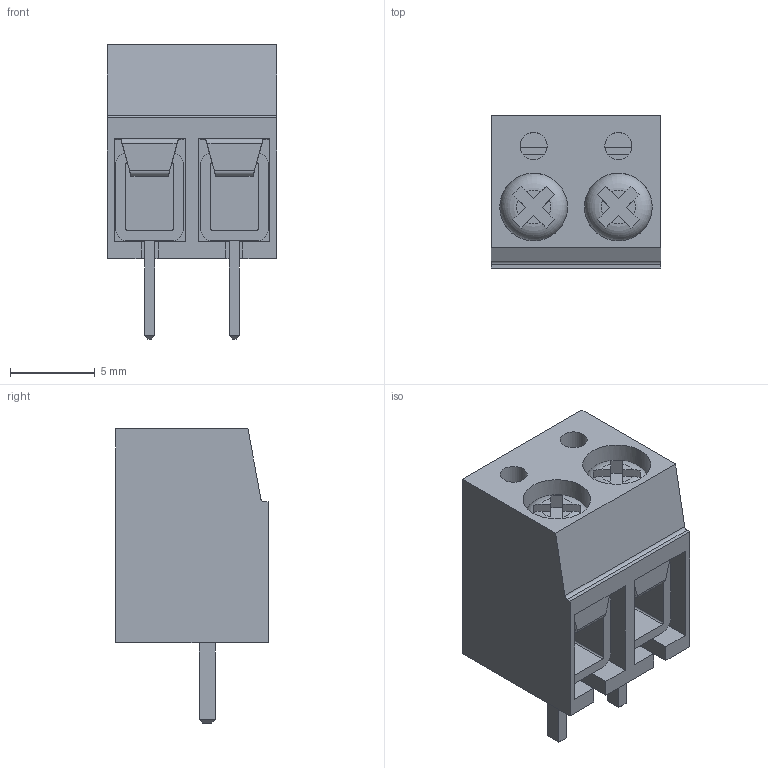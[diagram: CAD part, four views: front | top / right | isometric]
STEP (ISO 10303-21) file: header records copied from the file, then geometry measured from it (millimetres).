
FILE_DESCRIPTION(('FreeCAD Model'),'2;1');
FILE_NAME('TerminalBlock_Degson_DG305-5.0-02P.step', '2019-12-29T11:27:16',('Author'),(''), 'Open CASCADE STEP processor 7.3','FreeCAD','Unknown');
FILE_SCHEMA(('AUTOMOTIVE_DESIGN { 1 0 10303 214 1 1 1 1 }'));
Length unit declared in the file: millimetre
Products named in the file (1): Fusion
Bounding box: 10 x 9 x 17.35 mm (x, y, z)
Volume: 757.2 mm3; surface area: 1657.5 mm2
Topology: 3 solids, 3 shells, 155 faces, 423 edges, 280 vertices
Faces by surface type: plane 122, cylinder 31, torus 2
Full cylindrical faces by diameter (mm): 1.6 x2, 4 x4
Entity records: 12103 total; most frequent: CARTESIAN_POINT 2695, DIRECTION 1501, LINE 953, VECTOR 953, ORIENTED_EDGE 846, PCURVE 846, DEFINITIONAL_REPRESENTATION 846, EDGE_CURVE 423
